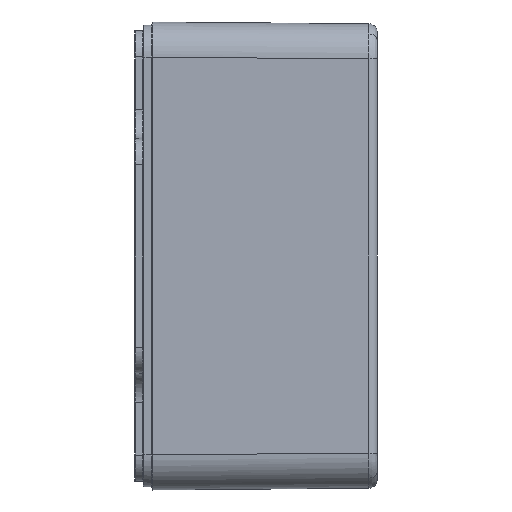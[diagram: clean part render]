
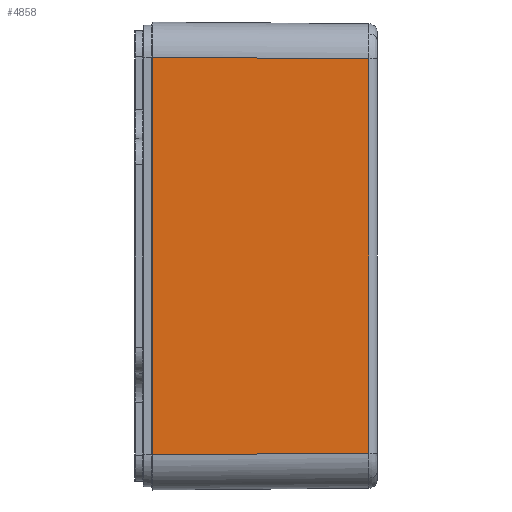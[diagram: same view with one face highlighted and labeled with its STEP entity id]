
A CAD part, left-side view. The second image highlights one B-rep face of the part: STEP entity #4858.
In plain terms, the highlighted planar face has unit normal (-1, -0.008, 0).
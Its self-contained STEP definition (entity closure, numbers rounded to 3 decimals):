
#3187 = CARTESIAN_POINT ( 'NONE',  ( -59.665, -40.013, -33.665 ) ) ;
#4684 = VERTEX_POINT ( 'NONE', #11421 ) ;
#4686 = EDGE_CURVE ( 'NONE', #4695, #4684, #11420, .T. ) ;
#4695 = VERTEX_POINT ( 'NONE', #11437 ) ;
#4809 = EDGE_CURVE ( 'NONE', #15720, #4831, #11718, .T. ) ;
#4831 = VERTEX_POINT ( 'NONE', #11755 ) ;
#4858 = ADVANCED_FACE ( 'NONE', ( #11814 ), #11813, .T. ) ;
#4860 = EDGE_LOOP ( 'NONE', ( #4862, #4866, #4867, #4904 ) ) ;
#4862 = ORIENTED_EDGE ( 'NONE', *, *, #4865, .T. ) ;
#4865 = EDGE_CURVE ( 'NONE', #4831, #4695, #11865, .T. ) ;
#4866 = ORIENTED_EDGE ( 'NONE', *, *, #4686, .T. ) ;
#4867 = ORIENTED_EDGE ( 'NONE', *, *, #4902, .T. ) ;
#4902 = EDGE_CURVE ( 'NONE', #4684, #15720, #11877, .T. ) ;
#4904 = ORIENTED_EDGE ( 'NONE', *, *, #4809, .T. ) ;
#11412 = DIRECTION ( 'NONE',  ( 0., 0., -1. ) ) ;
#11413 = VECTOR ( 'NONE', #11412, 1000. ) ;
#11414 = CARTESIAN_POINT ( 'NONE',  ( -59.975, -3., 40. ) ) ;
#11420 = LINE ( 'NONE', #11414, #11413 ) ;
#11421 = CARTESIAN_POINT ( 'NONE',  ( -59.975, -3., -33.975 ) ) ;
#11437 = CARTESIAN_POINT ( 'NONE',  ( -59.975, -3., 33.975 ) ) ;
#11715 = DIRECTION ( 'NONE',  ( 0., 0., 1. ) ) ;
#11716 = VECTOR ( 'NONE', #11715, 1000. ) ;
#11717 = CARTESIAN_POINT ( 'NONE',  ( -59.665, -40.013, 40. ) ) ;
#11718 = LINE ( 'NONE', #11717, #11716 ) ;
#11755 = CARTESIAN_POINT ( 'NONE',  ( -59.665, -40.013, 33.665 ) ) ;
#11809 = DIRECTION ( 'NONE',  ( 0.008, -1., 0. ) ) ;
#11810 = DIRECTION ( 'NONE',  ( -1., -0.008, 0. ) ) ;
#11811 = AXIS2_PLACEMENT_3D ( 'NONE', #11812, #11810, #11809 ) ;
#11812 = CARTESIAN_POINT ( 'NONE',  ( -60., 0., 40. ) ) ;
#11813 = PLANE ( 'NONE',  #11811 ) ;
#11814 = FACE_OUTER_BOUND ( 'NONE', #4860, .T. ) ;
#11862 = DIRECTION ( 'NONE',  ( -0.008, 1., 0.008 ) ) ;
#11863 = VECTOR ( 'NONE', #11862, 1000. ) ;
#11864 = CARTESIAN_POINT ( 'NONE',  ( -60., 0.05, 34.001 ) ) ;
#11865 = LINE ( 'NONE', #11864, #11863 ) ;
#11874 = DIRECTION ( 'NONE',  ( 0.008, -1., 0.008 ) ) ;
#11875 = VECTOR ( 'NONE', #11874, 1000. ) ;
#11876 = CARTESIAN_POINT ( 'NONE',  ( -59.995, -0.62, -33.995 ) ) ;
#11877 = LINE ( 'NONE', #11876, #11875 ) ;
#15720 = VERTEX_POINT ( 'NONE', #3187 ) ;
